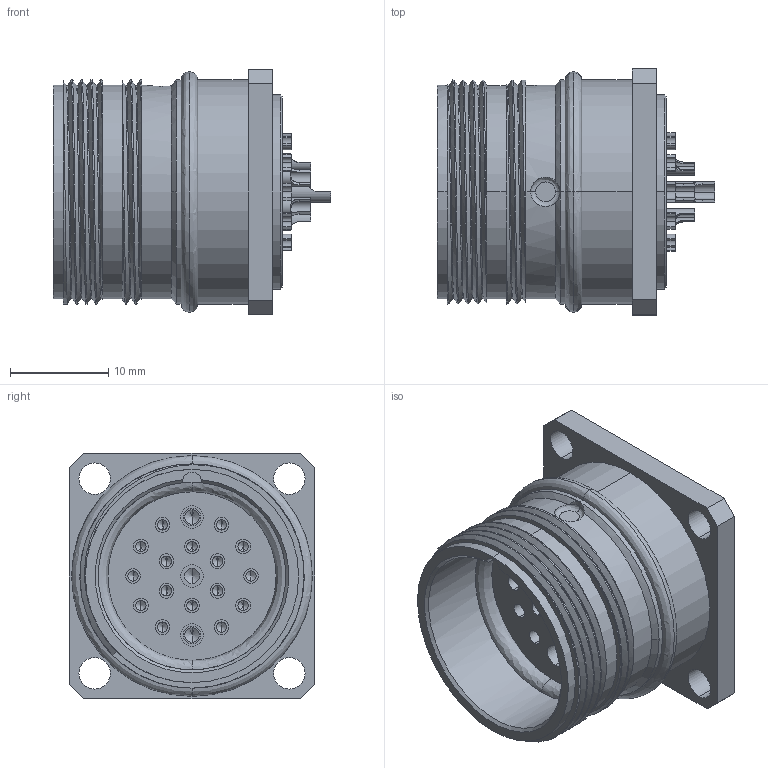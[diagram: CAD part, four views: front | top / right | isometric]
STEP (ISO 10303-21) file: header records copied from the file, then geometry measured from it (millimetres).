
FILE_DESCRIPTION (( 'STEP AP203' ), '1' );
FILE_NAME ('P389.STEP', '2020-04-15T07:23:16', ( 'edpusr' ), ( 'Microsoft' ), 'SwSTEP 2.0', 'SolidWorks 2015', '' );
FILE_SCHEMA (( 'CONFIG_CONTROL_DESIGN' ));
Length unit declared in the file: millimetre
Products named in the file (1): P389
Bounding box: 28.2 x 25 x 25 mm (x, y, z)
Volume: 6224.1 mm3; surface area: 5502.1 mm2
Topology: 1 solids, 1 shells, 407 faces, 1072 edges, 655 vertices
Faces by surface type: cylinder 219, plane 101, cone 44, bspline 43
Entity records: 15520 total; most frequent: CARTESIAN_POINT 5816, DIRECTION 2050, ORIENTED_EDGE 1992, EDGE_CURVE 996, AXIS2_PLACEMENT_3D 813, VERTEX_POINT 655, EDGE_LOOP 479, CIRCLE 448
